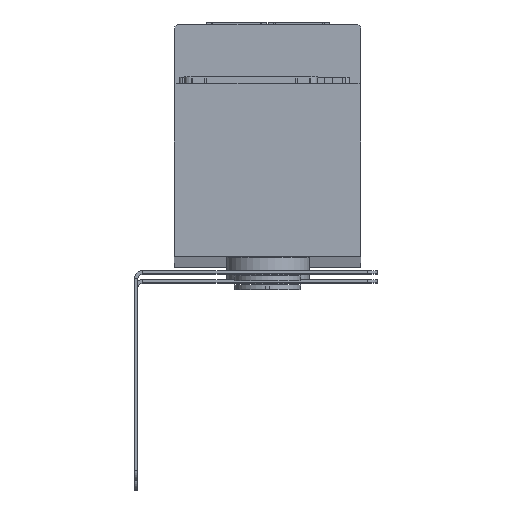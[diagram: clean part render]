
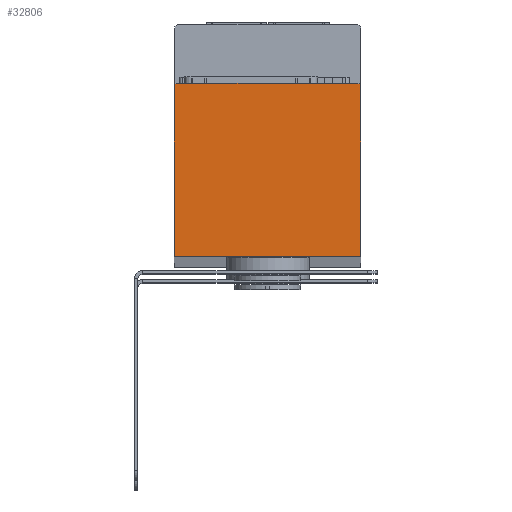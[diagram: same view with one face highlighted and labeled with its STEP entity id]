
A CAD part, top view. The second image highlights one B-rep face of the part: STEP entity #32806.
In plain terms, the highlighted planar face has unit normal (0, 0, 1).
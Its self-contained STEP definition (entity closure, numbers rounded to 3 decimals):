
#346 = LINE ( 'NONE', #61800, #42763 ) ;
#1495 = EDGE_CURVE ( 'NONE', #27353, #41524, #10538, .T. ) ;
#4816 = VERTEX_POINT ( 'NONE', #48714 ) ;
#5181 = AXIS2_PLACEMENT_3D ( 'NONE', #37707, #71537, #21702 ) ;
#5425 = CARTESIAN_POINT ( 'NONE',  ( 28., 26., 915. ) ) ;
#7815 = CARTESIAN_POINT ( 'NONE',  ( -27., 26., 915. ) ) ;
#7992 = CARTESIAN_POINT ( 'NONE',  ( -27., 25., 915. ) ) ;
#8155 = ORIENTED_EDGE ( 'NONE', *, *, #63015, .T. ) ;
#8371 = CARTESIAN_POINT ( 'NONE',  ( 27., 26., 915. ) ) ;
#8923 = DIRECTION ( 'NONE',  ( 0., 0., 1. ) ) ;
#9414 = CARTESIAN_POINT ( 'NONE',  ( 28., -26., 915. ) ) ;
#10078 = EDGE_CURVE ( 'NONE', #4816, #32498, #41206, .T. ) ;
#10538 = LINE ( 'NONE', #5425, #43357 ) ;
#11627 = DIRECTION ( 'NONE',  ( 0., 1., 0. ) ) ;
#14484 = EDGE_CURVE ( 'NONE', #32498, #27353, #59060, .T. ) ;
#15973 = DIRECTION ( 'NONE',  ( -1., 0., 0. ) ) ;
#18987 = AXIS2_PLACEMENT_3D ( 'NONE', #7992, #19282, #24385 ) ;
#19282 = DIRECTION ( 'NONE',  ( 0., 0., 1. ) ) ;
#21050 = LINE ( 'NONE', #9414, #47153 ) ;
#21645 = DIRECTION ( 'NONE',  ( 1., 0., 0. ) ) ;
#21702 = DIRECTION ( 'NONE',  ( 1., 0., 0. ) ) ;
#24385 = DIRECTION ( 'NONE',  ( 1., 0., 0. ) ) ;
#26801 = FACE_OUTER_BOUND ( 'NONE', #44456, .T. ) ;
#26870 = DIRECTION ( 'NONE',  ( -1., 0., 0. ) ) ;
#27353 = VERTEX_POINT ( 'NONE', #8371 ) ;
#27709 = AXIS2_PLACEMENT_3D ( 'NONE', #64209, #8923, #21645 ) ;
#31504 = VECTOR ( 'NONE', #70275, 1000. ) ;
#31944 = ORIENTED_EDGE ( 'NONE', *, *, #52029, .F. ) ;
#32498 = VERTEX_POINT ( 'NONE', #48694 ) ;
#32806 = ADVANCED_FACE ( 'NONE', ( #26801 ), #54086, .T. ) ;
#36853 = VERTEX_POINT ( 'NONE', #50060 ) ;
#37707 = CARTESIAN_POINT ( 'NONE',  ( 0., 0., 915. ) ) ;
#41206 = LINE ( 'NONE', #69933, #31504 ) ;
#41524 = VERTEX_POINT ( 'NONE', #7815 ) ;
#42559 = VERTEX_POINT ( 'NONE', #63828 ) ;
#42763 = VECTOR ( 'NONE', #11627, 1000. ) ;
#43357 = VECTOR ( 'NONE', #15973, 1000. ) ;
#44456 = EDGE_LOOP ( 'NONE', ( #57889, #45712, #50913, #8155, #31944, #57777 ) ) ;
#45712 = ORIENTED_EDGE ( 'NONE', *, *, #14484, .T. ) ;
#47153 = VECTOR ( 'NONE', #26870, 1000. ) ;
#48126 = EDGE_CURVE ( 'NONE', #4816, #36853, #21050, .T. ) ;
#48694 = CARTESIAN_POINT ( 'NONE',  ( 28., 25., 915. ) ) ;
#48714 = CARTESIAN_POINT ( 'NONE',  ( 28., -26., 915. ) ) ;
#50060 = CARTESIAN_POINT ( 'NONE',  ( -28., -26., 915. ) ) ;
#50333 = CIRCLE ( 'NONE', #18987, 1. ) ;
#50913 = ORIENTED_EDGE ( 'NONE', *, *, #1495, .T. ) ;
#52029 = EDGE_CURVE ( 'NONE', #36853, #42559, #346, .T. ) ;
#54086 = PLANE ( 'NONE',  #5181 ) ;
#57777 = ORIENTED_EDGE ( 'NONE', *, *, #48126, .F. ) ;
#57889 = ORIENTED_EDGE ( 'NONE', *, *, #10078, .T. ) ;
#59060 = CIRCLE ( 'NONE', #27709, 1. ) ;
#61800 = CARTESIAN_POINT ( 'NONE',  ( -28., -26., 915. ) ) ;
#63015 = EDGE_CURVE ( 'NONE', #41524, #42559, #50333, .T. ) ;
#63828 = CARTESIAN_POINT ( 'NONE',  ( -28., 25., 915. ) ) ;
#64209 = CARTESIAN_POINT ( 'NONE',  ( 27., 25., 915. ) ) ;
#69933 = CARTESIAN_POINT ( 'NONE',  ( 28., -26., 915. ) ) ;
#70275 = DIRECTION ( 'NONE',  ( 0., 1., 0. ) ) ;
#71537 = DIRECTION ( 'NONE',  ( 0., 0., 1. ) ) ;
